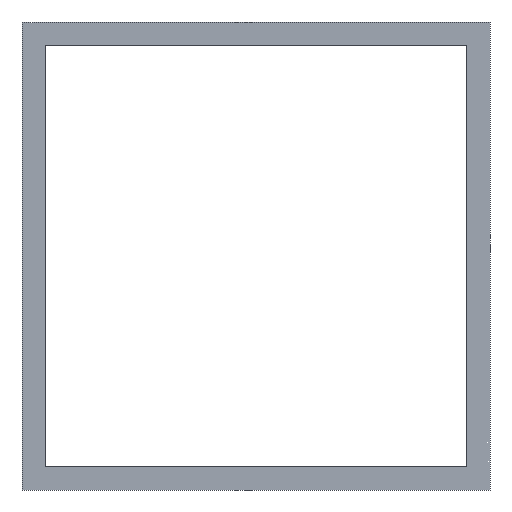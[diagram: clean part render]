
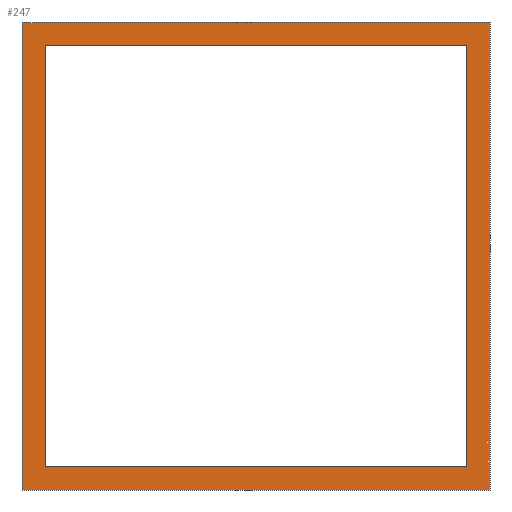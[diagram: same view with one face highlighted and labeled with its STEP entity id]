
A CAD part, front view. The second image highlights one B-rep face of the part: STEP entity #247.
In plain terms, the highlighted planar face has unit normal (0, -1, 0).
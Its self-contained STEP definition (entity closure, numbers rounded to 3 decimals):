
#3 = DIRECTION ( 'NONE',  ( 1., 0., 0. ) ) ;
#4 = EDGE_CURVE ( 'NONE', #107, #159, #293, .T. ) ;
#11 = VERTEX_POINT ( 'NONE', #239 ) ;
#12 = CARTESIAN_POINT ( 'NONE',  ( -18., 0., 18. ) ) ;
#16 = LINE ( 'NONE', #141, #176 ) ;
#18 = EDGE_CURVE ( 'NONE', #70, #107, #16, .T. ) ;
#19 = VECTOR ( 'NONE', #3, 1000. ) ;
#20 = CARTESIAN_POINT ( 'NONE',  ( 18., 0., 18. ) ) ;
#25 = DIRECTION ( 'NONE',  ( 0., -1., 0. ) ) ;
#27 = EDGE_CURVE ( 'NONE', #170, #136, #93, .T. ) ;
#28 = DIRECTION ( 'NONE',  ( 0., 0., -1. ) ) ;
#31 = FACE_BOUND ( 'NONE', #87, .T. ) ;
#33 = VERTEX_POINT ( 'NONE', #189 ) ;
#41 = DIRECTION ( 'NONE',  ( 0., 0., 1. ) ) ;
#45 = ORIENTED_EDGE ( 'NONE', *, *, #4, .F. ) ;
#46 = EDGE_CURVE ( 'NONE', #11, #144, #90, .T. ) ;
#56 = ORIENTED_EDGE ( 'NONE', *, *, #175, .T. ) ;
#70 = VERTEX_POINT ( 'NONE', #218 ) ;
#77 = DIRECTION ( 'NONE',  ( 0., 0., -1. ) ) ;
#79 = FACE_OUTER_BOUND ( 'NONE', #153, .T. ) ;
#84 = LINE ( 'NONE', #184, #163 ) ;
#87 = EDGE_LOOP ( 'NONE', ( #245, #155, #56, #161 ) ) ;
#90 = LINE ( 'NONE', #12, #202 ) ;
#93 = LINE ( 'NONE', #193, #138 ) ;
#97 = LINE ( 'NONE', #108, #178 ) ;
#105 = ORIENTED_EDGE ( 'NONE', *, *, #18, .F. ) ;
#107 = VERTEX_POINT ( 'NONE', #269 ) ;
#108 = CARTESIAN_POINT ( 'NONE',  ( -18., 0., 18. ) ) ;
#119 = DIRECTION ( 'NONE',  ( -1., 0., 0. ) ) ;
#136 = VERTEX_POINT ( 'NONE', #147 ) ;
#138 = VECTOR ( 'NONE', #221, 1000. ) ;
#141 = CARTESIAN_POINT ( 'NONE',  ( -20., 0., -20. ) ) ;
#144 = VERTEX_POINT ( 'NONE', #20 ) ;
#147 = CARTESIAN_POINT ( 'NONE',  ( -18., 0., -18. ) ) ;
#152 = PLANE ( 'NONE',  #317 ) ;
#153 = EDGE_LOOP ( 'NONE', ( #290, #262, #45, #105 ) ) ;
#155 = ORIENTED_EDGE ( 'NONE', *, *, #46, .T. ) ;
#159 = VERTEX_POINT ( 'NONE', #171 ) ;
#161 = ORIENTED_EDGE ( 'NONE', *, *, #27, .T. ) ;
#163 = VECTOR ( 'NONE', #28, 1000. ) ;
#170 = VERTEX_POINT ( 'NONE', #248 ) ;
#171 = CARTESIAN_POINT ( 'NONE',  ( -20., 0., 20. ) ) ;
#175 = EDGE_CURVE ( 'NONE', #144, #170, #224, .T. ) ;
#176 = VECTOR ( 'NONE', #119, 1000. ) ;
#178 = VECTOR ( 'NONE', #305, 1000. ) ;
#183 = CARTESIAN_POINT ( 'NONE',  ( 0., 0., 0. ) ) ;
#184 = CARTESIAN_POINT ( 'NONE',  ( 20., 0., 20. ) ) ;
#185 = DIRECTION ( 'NONE',  ( 1., 0., 0. ) ) ;
#186 = VECTOR ( 'NONE', #77, 1000. ) ;
#189 = CARTESIAN_POINT ( 'NONE',  ( 20., 0., 20. ) ) ;
#193 = CARTESIAN_POINT ( 'NONE',  ( -18., 0., -18. ) ) ;
#201 = LINE ( 'NONE', #232, #19 ) ;
#202 = VECTOR ( 'NONE', #185, 1000. ) ;
#206 = EDGE_CURVE ( 'NONE', #136, #11, #97, .T. ) ;
#211 = DIRECTION ( 'NONE',  ( 0., 0., -1. ) ) ;
#218 = CARTESIAN_POINT ( 'NONE',  ( 20., 0., -20. ) ) ;
#221 = DIRECTION ( 'NONE',  ( -1., 0., 0. ) ) ;
#224 = LINE ( 'NONE', #294, #186 ) ;
#231 = VECTOR ( 'NONE', #41, 1000. ) ;
#232 = CARTESIAN_POINT ( 'NONE',  ( -20., 0., 20. ) ) ;
#239 = CARTESIAN_POINT ( 'NONE',  ( -18., 0., 18. ) ) ;
#243 = CARTESIAN_POINT ( 'NONE',  ( -20., 0., 20. ) ) ;
#245 = ORIENTED_EDGE ( 'NONE', *, *, #206, .T. ) ;
#247 = ADVANCED_FACE ( 'NONE', ( #79, #31 ), #152, .T. ) ;
#248 = CARTESIAN_POINT ( 'NONE',  ( 18., 0., -18. ) ) ;
#262 = ORIENTED_EDGE ( 'NONE', *, *, #298, .F. ) ;
#269 = CARTESIAN_POINT ( 'NONE',  ( -20., 0., -20. ) ) ;
#290 = ORIENTED_EDGE ( 'NONE', *, *, #295, .F. ) ;
#293 = LINE ( 'NONE', #243, #231 ) ;
#294 = CARTESIAN_POINT ( 'NONE',  ( 18., 0., 18. ) ) ;
#295 = EDGE_CURVE ( 'NONE', #33, #70, #84, .T. ) ;
#298 = EDGE_CURVE ( 'NONE', #159, #33, #201, .T. ) ;
#305 = DIRECTION ( 'NONE',  ( 0., 0., 1. ) ) ;
#317 = AXIS2_PLACEMENT_3D ( 'NONE', #183, #25, #211 ) ;
